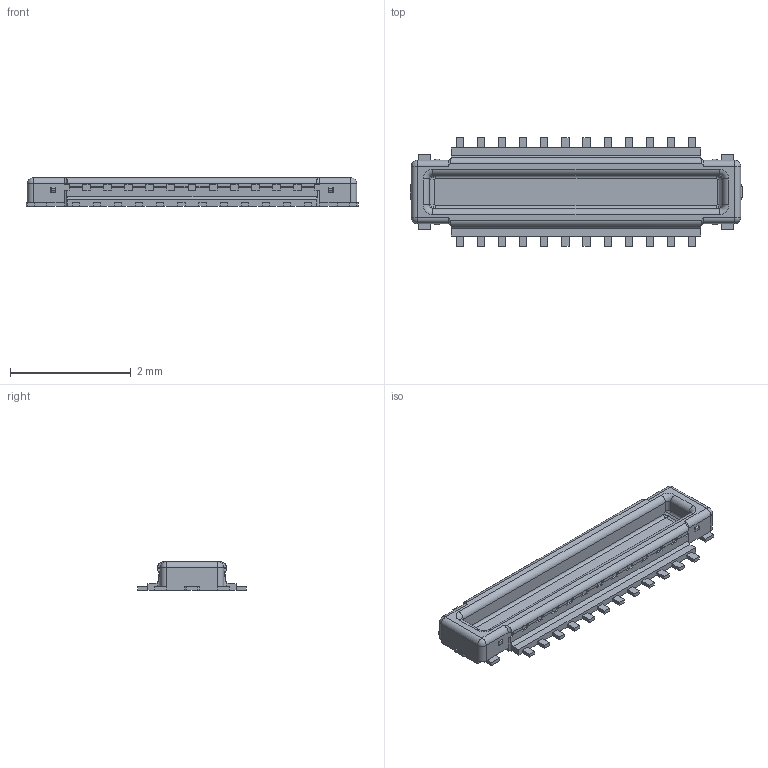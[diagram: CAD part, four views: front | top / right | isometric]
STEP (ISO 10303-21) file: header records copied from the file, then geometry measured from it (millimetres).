
FILE_DESCRIPTION((''),'2;1');
FILE_NAME('B09P_24_230815','2024-04-26T11:31:15',('eng801'),(''),'CREO PARAMETRIC BY PTC INC, 2019010','CREO PARAMETRIC BY PTC INC, 2019010','');
FILE_SCHEMA(('CONFIG_CONTROL_DESIGN'));
Length unit declared in the file: millimetre
Products named in the file (1): B09P_24_230815
Bounding box: 5.5 x 1.8 x 0.47 mm (x, y, z)
Volume: 2 mm3; surface area: 25.9 mm2
Topology: 1 solids, 1 shells, 441 faces, 1358 edges, 920 vertices
Faces by surface type: plane 323, cylinder 82, bspline 24, torus 8, sphere 4
Entity records: 15363 total; most frequent: CARTESIAN_POINT 3319, ORIENTED_EDGE 2452, DIRECTION 2376, EDGE_CURVE 1226, VECTOR 1138, LINE 1138, VERTEX_POINT 792, AXIS2_PLACEMENT_3D 619
